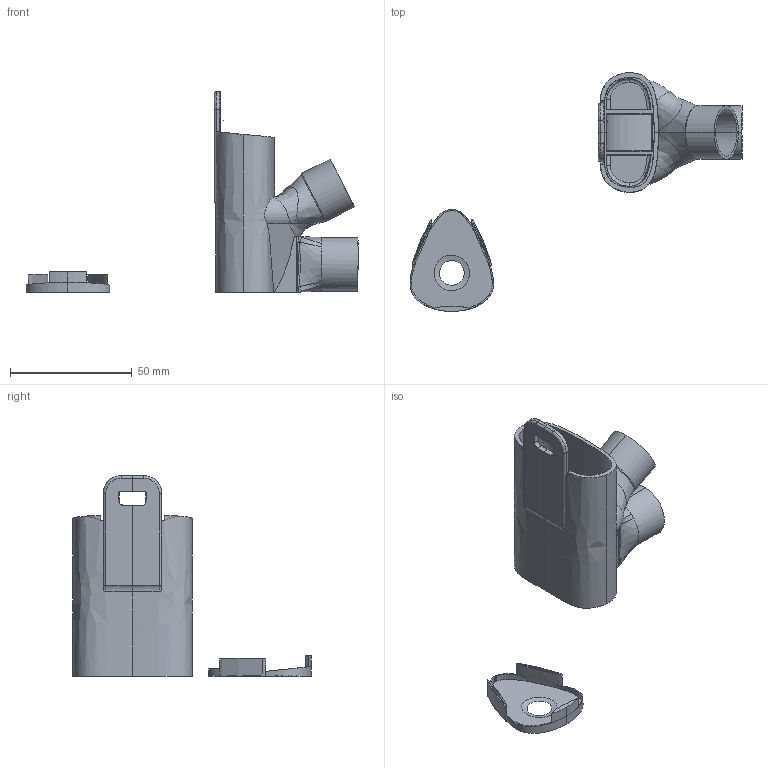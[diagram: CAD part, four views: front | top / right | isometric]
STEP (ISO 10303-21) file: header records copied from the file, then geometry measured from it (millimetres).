
FILE_DESCRIPTION(/* description */ (''),/* implementation_level */ '2;1');
FILE_NAME(/* name */ 'Canadian_glen_tandem_valva.stp',/* time_stamp */ '2020-04-12T12:13:36-04:00',/* author */ (''),/* organization */ (''),/* preprocessor_version */ 'ST-DEVELOPER v15.2',/* originating_system */ 'Autodesk Translator Framework v2.0.0.5431',/* authorisation */ '');
FILE_SCHEMA (('AUTOMOTIVE_DESIGN { 1 0 10303 214 3 1 1 }'));
Length unit declared in the file: centimetre
Products named in the file (1): Canadian_glen_Valve2
Bounding box: 136.26 x 97.83 x 82.42 mm (x, y, z)
Volume: 32374.8 mm3; surface area: 33314.1 mm2
Topology: 3 solids, 4 shells, 342 faces, 1093 edges, 738 vertices
Faces by surface type: bspline 161, plane 132, cylinder 35, torus 13, cone 1
Entity records: 19254 total; most frequent: CARTESIAN_POINT 11268, ORIENTED_EDGE 2155, EDGE_CURVE 1077, DIRECTION 936, VERTEX_POINT 734, B_SPLINE_CURVE_WITH_KNOTS 643, EDGE_LOOP 355, ADVANCED_FACE 342
